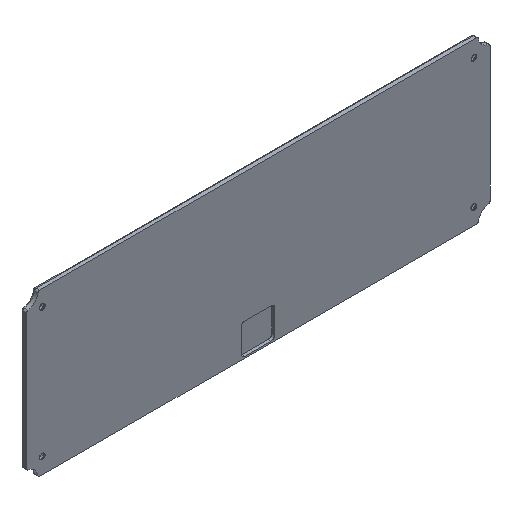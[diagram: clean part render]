
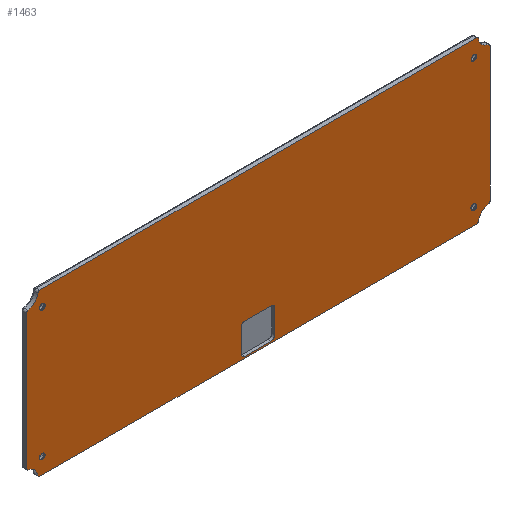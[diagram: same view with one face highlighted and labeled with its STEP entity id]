
A CAD part, isometric view. The second image highlights one B-rep face of the part: STEP entity #1463.
In plain terms, the highlighted planar face has unit normal (0, -1, 0).
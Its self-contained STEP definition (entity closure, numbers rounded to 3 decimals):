
#59=LINE('',#2537,#148);
#60=LINE('',#2545,#149);
#61=LINE('',#2553,#150);
#62=LINE('',#2561,#151);
#63=LINE('',#2565,#152);
#64=LINE('',#2569,#153);
#65=LINE('',#2573,#154);
#66=LINE('',#2577,#155);
#148=VECTOR('',#2009,1000.);
#149=VECTOR('',#2016,1000.);
#150=VECTOR('',#2023,1000.);
#151=VECTOR('',#2030,1000.);
#152=VECTOR('',#2033,1000.);
#153=VECTOR('',#2036,1000.);
#154=VECTOR('',#2039,1000.);
#155=VECTOR('',#2042,1000.);
#279=FACE_BOUND('',#409,.T.);
#280=FACE_BOUND('',#410,.T.);
#281=FACE_BOUND('',#411,.T.);
#282=FACE_BOUND('',#412,.T.);
#283=FACE_BOUND('',#413,.T.);
#306=FACE_OUTER_BOUND('',#408,.T.);
#408=EDGE_LOOP('',(#1119,#1120,#1121,#1122,#1123,#1124,#1125,#1126,#1127,
#1128,#1129,#1130,#1131,#1132,#1133,#1134));
#409=EDGE_LOOP('',(#1135));
#410=EDGE_LOOP('',(#1136));
#411=EDGE_LOOP('',(#1137));
#412=EDGE_LOOP('',(#1138));
#413=EDGE_LOOP('',(#1139,#1140,#1141,#1142,#1143,#1144,#1145,#1146));
#525=CIRCLE('',#1597,1.5);
#527=CIRCLE('',#1600,1.5);
#529=CIRCLE('',#1603,1.5);
#531=CIRCLE('',#1606,1.5);
#561=CIRCLE('',#1648,6.6);
#562=CIRCLE('',#1649,1.);
#563=CIRCLE('',#1650,1.);
#564=CIRCLE('',#1651,6.6);
#565=CIRCLE('',#1652,1.);
#566=CIRCLE('',#1653,1.);
#567=CIRCLE('',#1654,6.6);
#568=CIRCLE('',#1655,1.);
#569=CIRCLE('',#1656,1.);
#570=CIRCLE('',#1657,6.6);
#571=CIRCLE('',#1658,1.);
#572=CIRCLE('',#1659,1.);
#573=CIRCLE('',#1660,2.);
#574=CIRCLE('',#1661,2.);
#575=CIRCLE('',#1662,2.);
#576=CIRCLE('',#1663,2.);
#659=VERTEX_POINT('',#2415);
#661=VERTEX_POINT('',#2421);
#663=VERTEX_POINT('',#2427);
#665=VERTEX_POINT('',#2433);
#700=VERTEX_POINT('',#2531);
#701=VERTEX_POINT('',#2532);
#702=VERTEX_POINT('',#2534);
#703=VERTEX_POINT('',#2536);
#704=VERTEX_POINT('',#2538);
#705=VERTEX_POINT('',#2540);
#706=VERTEX_POINT('',#2542);
#707=VERTEX_POINT('',#2544);
#708=VERTEX_POINT('',#2546);
#709=VERTEX_POINT('',#2548);
#710=VERTEX_POINT('',#2550);
#711=VERTEX_POINT('',#2552);
#712=VERTEX_POINT('',#2554);
#713=VERTEX_POINT('',#2556);
#714=VERTEX_POINT('',#2558);
#715=VERTEX_POINT('',#2560);
#716=VERTEX_POINT('',#2563);
#717=VERTEX_POINT('',#2564);
#718=VERTEX_POINT('',#2566);
#719=VERTEX_POINT('',#2568);
#720=VERTEX_POINT('',#2570);
#721=VERTEX_POINT('',#2572);
#722=VERTEX_POINT('',#2574);
#723=VERTEX_POINT('',#2576);
#801=EDGE_CURVE('',#659,#659,#525,.T.);
#804=EDGE_CURVE('',#661,#661,#527,.T.);
#807=EDGE_CURVE('',#663,#663,#529,.T.);
#810=EDGE_CURVE('',#665,#665,#531,.T.);
#861=EDGE_CURVE('',#700,#701,#561,.T.);
#862=EDGE_CURVE('',#700,#702,#562,.T.);
#863=EDGE_CURVE('',#703,#702,#59,.T.);
#864=EDGE_CURVE('',#703,#704,#563,.T.);
#865=EDGE_CURVE('',#704,#705,#564,.T.);
#866=EDGE_CURVE('',#705,#706,#565,.T.);
#867=EDGE_CURVE('',#706,#707,#60,.T.);
#868=EDGE_CURVE('',#707,#708,#566,.T.);
#869=EDGE_CURVE('',#709,#708,#567,.T.);
#870=EDGE_CURVE('',#709,#710,#568,.T.);
#871=EDGE_CURVE('',#710,#711,#61,.T.);
#872=EDGE_CURVE('',#711,#712,#569,.T.);
#873=EDGE_CURVE('',#712,#713,#570,.T.);
#874=EDGE_CURVE('',#713,#714,#571,.T.);
#875=EDGE_CURVE('',#715,#714,#62,.T.);
#876=EDGE_CURVE('',#715,#701,#572,.T.);
#877=EDGE_CURVE('',#716,#717,#63,.T.);
#878=EDGE_CURVE('',#716,#718,#573,.T.);
#879=EDGE_CURVE('',#719,#718,#64,.T.);
#880=EDGE_CURVE('',#719,#720,#574,.T.);
#881=EDGE_CURVE('',#721,#720,#65,.T.);
#882=EDGE_CURVE('',#721,#722,#575,.T.);
#883=EDGE_CURVE('',#723,#722,#66,.T.);
#884=EDGE_CURVE('',#723,#717,#576,.T.);
#1119=ORIENTED_EDGE('',*,*,#861,.F.);
#1120=ORIENTED_EDGE('',*,*,#862,.T.);
#1121=ORIENTED_EDGE('',*,*,#863,.F.);
#1122=ORIENTED_EDGE('',*,*,#864,.T.);
#1123=ORIENTED_EDGE('',*,*,#865,.T.);
#1124=ORIENTED_EDGE('',*,*,#866,.T.);
#1125=ORIENTED_EDGE('',*,*,#867,.T.);
#1126=ORIENTED_EDGE('',*,*,#868,.T.);
#1127=ORIENTED_EDGE('',*,*,#869,.F.);
#1128=ORIENTED_EDGE('',*,*,#870,.T.);
#1129=ORIENTED_EDGE('',*,*,#871,.T.);
#1130=ORIENTED_EDGE('',*,*,#872,.T.);
#1131=ORIENTED_EDGE('',*,*,#873,.T.);
#1132=ORIENTED_EDGE('',*,*,#874,.T.);
#1133=ORIENTED_EDGE('',*,*,#875,.F.);
#1134=ORIENTED_EDGE('',*,*,#876,.T.);
#1135=ORIENTED_EDGE('',*,*,#810,.T.);
#1136=ORIENTED_EDGE('',*,*,#801,.T.);
#1137=ORIENTED_EDGE('',*,*,#804,.T.);
#1138=ORIENTED_EDGE('',*,*,#807,.T.);
#1139=ORIENTED_EDGE('',*,*,#877,.F.);
#1140=ORIENTED_EDGE('',*,*,#878,.T.);
#1141=ORIENTED_EDGE('',*,*,#879,.F.);
#1142=ORIENTED_EDGE('',*,*,#880,.T.);
#1143=ORIENTED_EDGE('',*,*,#881,.F.);
#1144=ORIENTED_EDGE('',*,*,#882,.T.);
#1145=ORIENTED_EDGE('',*,*,#883,.F.);
#1146=ORIENTED_EDGE('',*,*,#884,.T.);
#1429=PLANE('',#1647);
#1463=ADVANCED_FACE('',(#306,#279,#280,#281,#282,#283),#1429,.F.);
#1597=AXIS2_PLACEMENT_3D('',#2416,#1879,#1880);
#1600=AXIS2_PLACEMENT_3D('',#2422,#1886,#1887);
#1603=AXIS2_PLACEMENT_3D('',#2428,#1893,#1894);
#1606=AXIS2_PLACEMENT_3D('',#2434,#1900,#1901);
#1647=AXIS2_PLACEMENT_3D('',#2530,#2003,#2004);
#1648=AXIS2_PLACEMENT_3D('',#2533,#2005,#2006);
#1649=AXIS2_PLACEMENT_3D('',#2535,#2007,#2008);
#1650=AXIS2_PLACEMENT_3D('',#2539,#2010,#2011);
#1651=AXIS2_PLACEMENT_3D('',#2541,#2012,#2013);
#1652=AXIS2_PLACEMENT_3D('',#2543,#2014,#2015);
#1653=AXIS2_PLACEMENT_3D('',#2547,#2017,#2018);
#1654=AXIS2_PLACEMENT_3D('',#2549,#2019,#2020);
#1655=AXIS2_PLACEMENT_3D('',#2551,#2021,#2022);
#1656=AXIS2_PLACEMENT_3D('',#2555,#2024,#2025);
#1657=AXIS2_PLACEMENT_3D('',#2557,#2026,#2027);
#1658=AXIS2_PLACEMENT_3D('',#2559,#2028,#2029);
#1659=AXIS2_PLACEMENT_3D('',#2562,#2031,#2032);
#1660=AXIS2_PLACEMENT_3D('',#2567,#2034,#2035);
#1661=AXIS2_PLACEMENT_3D('',#2571,#2037,#2038);
#1662=AXIS2_PLACEMENT_3D('',#2575,#2040,#2041);
#1663=AXIS2_PLACEMENT_3D('',#2578,#2043,#2044);
#1879=DIRECTION('center_axis',(0.,1.,0.));
#1880=DIRECTION('ref_axis',(0.,0.,-1.));
#1886=DIRECTION('center_axis',(0.,1.,0.));
#1887=DIRECTION('ref_axis',(0.,0.,1.));
#1893=DIRECTION('center_axis',(0.,1.,0.));
#1894=DIRECTION('ref_axis',(0.,0.,-1.));
#1900=DIRECTION('center_axis',(0.,1.,0.));
#1901=DIRECTION('ref_axis',(0.,0.,1.));
#2003=DIRECTION('center_axis',(0.,1.,0.));
#2004=DIRECTION('ref_axis',(0.,0.,1.));
#2005=DIRECTION('center_axis',(0.,-1.,0.));
#2006=DIRECTION('ref_axis',(0.,0.,1.));
#2007=DIRECTION('center_axis',(0.,-1.,0.));
#2008=DIRECTION('ref_axis',(0.,0.,1.));
#2009=DIRECTION('',(0.,0.,-1.));
#2010=DIRECTION('center_axis',(0.,-1.,0.));
#2011=DIRECTION('ref_axis',(0.,0.,1.));
#2012=DIRECTION('center_axis',(0.,1.,0.));
#2013=DIRECTION('ref_axis',(0.,0.,1.));
#2014=DIRECTION('center_axis',(0.,-1.,0.));
#2015=DIRECTION('ref_axis',(0.,0.,1.));
#2016=DIRECTION('',(-1.,0.,0.));
#2017=DIRECTION('center_axis',(0.,-1.,0.));
#2018=DIRECTION('ref_axis',(0.,0.,1.));
#2019=DIRECTION('center_axis',(0.,-1.,0.));
#2020=DIRECTION('ref_axis',(0.,0.,1.));
#2021=DIRECTION('center_axis',(0.,-1.,0.));
#2022=DIRECTION('ref_axis',(0.,0.,1.));
#2023=DIRECTION('',(0.,0.,-1.));
#2024=DIRECTION('center_axis',(0.,-1.,0.));
#2025=DIRECTION('ref_axis',(0.,0.,1.));
#2026=DIRECTION('center_axis',(0.,1.,0.));
#2027=DIRECTION('ref_axis',(0.,0.,1.));
#2028=DIRECTION('center_axis',(0.,-1.,0.));
#2029=DIRECTION('ref_axis',(0.,0.,1.));
#2030=DIRECTION('',(-1.,0.,0.));
#2031=DIRECTION('center_axis',(0.,-1.,0.));
#2032=DIRECTION('ref_axis',(0.,0.,1.));
#2033=DIRECTION('',(1.,0.,0.));
#2034=DIRECTION('center_axis',(0.,1.,0.));
#2035=DIRECTION('ref_axis',(0.,0.,1.));
#2036=DIRECTION('',(0.,0.,-1.));
#2037=DIRECTION('center_axis',(0.,1.,0.));
#2038=DIRECTION('ref_axis',(0.,0.,1.));
#2039=DIRECTION('',(-1.,0.,0.));
#2040=DIRECTION('center_axis',(0.,1.,0.));
#2041=DIRECTION('ref_axis',(0.,0.,1.));
#2042=DIRECTION('',(0.,0.,1.));
#2043=DIRECTION('center_axis',(0.,1.,0.));
#2044=DIRECTION('ref_axis',(0.,0.,1.));
#2415=CARTESIAN_POINT('',(119.752,0.,-37.201));
#2416=CARTESIAN_POINT('Origin',(119.752,0.,-35.701));
#2421=CARTESIAN_POINT('',(119.752,0.,34.562));
#2422=CARTESIAN_POINT('Origin',(119.752,0.,36.062));
#2427=CARTESIAN_POINT('',(-119.74,0.,34.562));
#2428=CARTESIAN_POINT('Origin',(-119.74,0.,36.062));
#2433=CARTESIAN_POINT('',(-119.74,0.,-37.201));
#2434=CARTESIAN_POINT('Origin',(-119.74,0.,-35.701));
#2530=CARTESIAN_POINT('Origin',(128.752,0.,-44.701));
#2531=CARTESIAN_POINT('',(127.797,0.,-38.17));
#2532=CARTESIAN_POINT('',(122.222,0.,-43.746));
#2533=CARTESIAN_POINT('Origin',(128.752,0.,-44.701));
#2534=CARTESIAN_POINT('',(128.652,0.,-37.181));
#2535=CARTESIAN_POINT('Origin',(127.652,0.,-37.181));
#2536=CARTESIAN_POINT('',(128.652,0.,37.542));
#2537=CARTESIAN_POINT('',(128.652,0.,0.));
#2538=CARTESIAN_POINT('',(127.797,0.,38.532));
#2539=CARTESIAN_POINT('Origin',(127.652,0.,37.542));
#2540=CARTESIAN_POINT('',(122.222,0.,44.107));
#2541=CARTESIAN_POINT('Origin',(128.752,0.,45.062));
#2542=CARTESIAN_POINT('',(121.232,0.,44.962));
#2543=CARTESIAN_POINT('Origin',(121.232,0.,43.962));
#2544=CARTESIAN_POINT('',(-121.22,0.,44.962));
#2545=CARTESIAN_POINT('',(0.,0.,44.962));
#2546=CARTESIAN_POINT('',(-122.209,0.,44.107));
#2547=CARTESIAN_POINT('Origin',(-121.22,0.,43.962));
#2548=CARTESIAN_POINT('',(-127.784,0.,38.532));
#2549=CARTESIAN_POINT('Origin',(-128.74,0.,45.062));
#2550=CARTESIAN_POINT('',(-128.64,0.,37.542));
#2551=CARTESIAN_POINT('Origin',(-127.64,0.,37.542));
#2552=CARTESIAN_POINT('',(-128.64,0.,-37.181));
#2553=CARTESIAN_POINT('',(-128.64,0.,0.));
#2554=CARTESIAN_POINT('',(-127.784,0.,-38.17));
#2555=CARTESIAN_POINT('Origin',(-127.64,0.,-37.181));
#2556=CARTESIAN_POINT('',(-122.209,0.,-43.746));
#2557=CARTESIAN_POINT('Origin',(-128.74,0.,-44.701));
#2558=CARTESIAN_POINT('',(-121.22,0.,-44.601));
#2559=CARTESIAN_POINT('Origin',(-121.22,0.,-43.601));
#2560=CARTESIAN_POINT('',(121.232,0.,-44.601));
#2561=CARTESIAN_POINT('',(0.,0.,-44.601));
#2562=CARTESIAN_POINT('Origin',(121.232,0.,-43.601));
#2563=CARTESIAN_POINT('',(-7.244,0.,-43.701));
#2564=CARTESIAN_POINT('',(7.256,0.,-43.701));
#2565=CARTESIAN_POINT('',(9.256,0.,-43.701));
#2566=CARTESIAN_POINT('',(-9.244,0.,-41.701));
#2567=CARTESIAN_POINT('Origin',(-7.244,0.,-41.701));
#2568=CARTESIAN_POINT('',(-9.244,0.,-28.701));
#2569=CARTESIAN_POINT('',(-9.244,0.,-43.701));
#2570=CARTESIAN_POINT('',(-7.244,0.,-26.701));
#2571=CARTESIAN_POINT('Origin',(-7.244,0.,-28.701));
#2572=CARTESIAN_POINT('',(7.256,0.,-26.701));
#2573=CARTESIAN_POINT('',(-9.244,0.,-26.701));
#2574=CARTESIAN_POINT('',(9.256,0.,-28.701));
#2575=CARTESIAN_POINT('Origin',(7.256,0.,-28.701));
#2576=CARTESIAN_POINT('',(9.256,0.,-41.701));
#2577=CARTESIAN_POINT('',(9.256,0.,-43.701));
#2578=CARTESIAN_POINT('Origin',(7.256,0.,-41.701));
